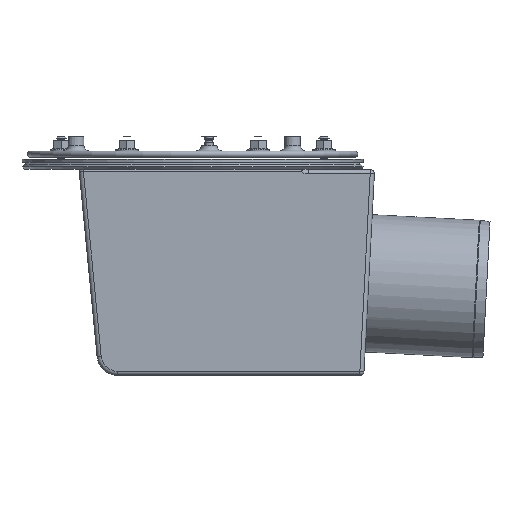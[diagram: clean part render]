
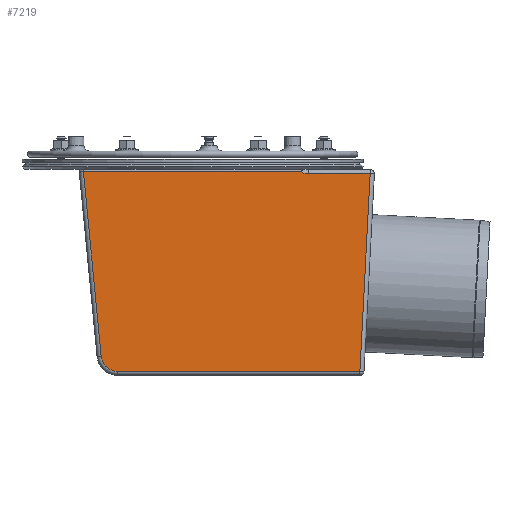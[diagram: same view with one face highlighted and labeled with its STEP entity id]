
A CAD part, front view. The second image highlights one B-rep face of the part: STEP entity #7219.
In plain terms, the highlighted planar face has unit normal (0, -1, 0).
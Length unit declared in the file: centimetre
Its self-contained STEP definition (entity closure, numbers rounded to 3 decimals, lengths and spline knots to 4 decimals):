
#56=B_SPLINE_CURVE_WITH_KNOTS('',3,(#12141,#12142,#12143,#12144,#12145,
#12146,#12147),.UNSPECIFIED.,.F.,.F.,(4,1,1,1,4),(9.4313,10.8419,
11.896,14.0042,16.1125),.UNSPECIFIED.);
#485=PLANE('',#7919);
#759=FACE_OUTER_BOUND('',#1274,.T.);
#1274=EDGE_LOOP('',(#5359,#5360,#5361,#5362,#5363,#5364,#5365));
#1846=LINE('',#12158,#2239);
#1849=LINE('',#12165,#2242);
#1852=LINE('',#12172,#2245);
#1854=LINE('',#12180,#2247);
#1855=LINE('',#12190,#2248);
#2239=VECTOR('',#9376,1.);
#2242=VECTOR('',#9383,1.);
#2245=VECTOR('',#9392,1.);
#2247=VECTOR('',#9400,1.);
#2248=VECTOR('',#9413,1.);
#2646=CIRCLE('',#7906,16.);
#3173=VERTEX_POINT('',#12059);
#3176=VERTEX_POINT('',#12088);
#3177=VERTEX_POINT('',#12140);
#3179=VERTEX_POINT('',#12161);
#3181=VERTEX_POINT('',#12170);
#3184=VERTEX_POINT('',#12178);
#3186=VERTEX_POINT('',#12183);
#3940=EDGE_CURVE('',#3173,#3177,#56,.T.);
#3943=EDGE_CURVE('',#3177,#3176,#1846,.T.);
#3947=EDGE_CURVE('',#3176,#3179,#1849,.T.);
#3951=EDGE_CURVE('',#3181,#3173,#1852,.T.);
#3955=EDGE_CURVE('',#3184,#3181,#1854,.T.);
#3957=EDGE_CURVE('',#3186,#3184,#2646,.T.);
#3960=EDGE_CURVE('',#3179,#3186,#1855,.T.);
#5359=ORIENTED_EDGE('',*,*,#3940,.F.);
#5360=ORIENTED_EDGE('',*,*,#3951,.F.);
#5361=ORIENTED_EDGE('',*,*,#3955,.F.);
#5362=ORIENTED_EDGE('',*,*,#3957,.F.);
#5363=ORIENTED_EDGE('',*,*,#3960,.F.);
#5364=ORIENTED_EDGE('',*,*,#3947,.F.);
#5365=ORIENTED_EDGE('',*,*,#3943,.F.);
#7219=ADVANCED_FACE('',(#759),#485,.T.);
#7906=AXIS2_PLACEMENT_3D('',#12185,#9405,#9406);
#7919=AXIS2_PLACEMENT_3D('',#12216,#9438,#9439);
#9376=DIRECTION('',(1.,0.,0.));
#9383=DIRECTION('',(-0.052,0.,-0.999));
#9392=DIRECTION('',(1.,0.,0.));
#9400=DIRECTION('',(-0.096,0.,0.995));
#9405=DIRECTION('center_axis',(0.,1.,0.));
#9406=DIRECTION('ref_axis',(-0.672,0.,-0.74));
#9413=DIRECTION('',(-1.,0.,0.));
#9438=DIRECTION('center_axis',(0.,-1.,0.));
#9439=DIRECTION('ref_axis',(1.,0.,0.));
#12059=CARTESIAN_POINT('',(174.9637,-110.,163.2355));
#12088=CARTESIAN_POINT('',(241.2849,-110.,161.2355));
#12140=CARTESIAN_POINT('',(181.2139,-110.,161.2355));
#12141=CARTESIAN_POINT('Ctrl Pts',(174.9635,-110.,163.2353));
#12142=CARTESIAN_POINT('Ctrl Pts',(175.3324,-110.,162.9443));
#12143=CARTESIAN_POINT('Ctrl Pts',(176.0253,-110.,162.4964));
#12144=CARTESIAN_POINT('Ctrl Pts',(177.4081,-110.,161.8504));
#12145=CARTESIAN_POINT('Ctrl Pts',(179.1064,-110.,161.3647));
#12146=CARTESIAN_POINT('Ctrl Pts',(180.5112,-110.,161.2355));
#12147=CARTESIAN_POINT('Ctrl Pts',(181.2139,-110.,161.2355));
#12158=CARTESIAN_POINT('',(152.2835,-110.,161.2355));
#12161=CARTESIAN_POINT('',(231.275,-110.,-29.7645));
#12165=CARTESIAN_POINT('',(240.8105,-110.,152.1831));
#12170=CARTESIAN_POINT('',(-36.0963,-110.,163.2355));
#12172=CARTESIAN_POINT('',(240.3359,-110.,163.2355));
#12178=CARTESIAN_POINT('',(-18.9055,-110.,-15.2981));
#12180=CARTESIAN_POINT('',(-34.5646,-110.,147.3279));
#12183=CARTESIAN_POINT('',(-2.9792,-110.,-29.7645));
#12185=CARTESIAN_POINT('Origin',(-2.9792,-110.,-13.7645));
#12190=CARTESIAN_POINT('',(116.0439,-110.,-29.7645));
#12216=CARTESIAN_POINT('Origin',(235.067,-110.,157.2355));
